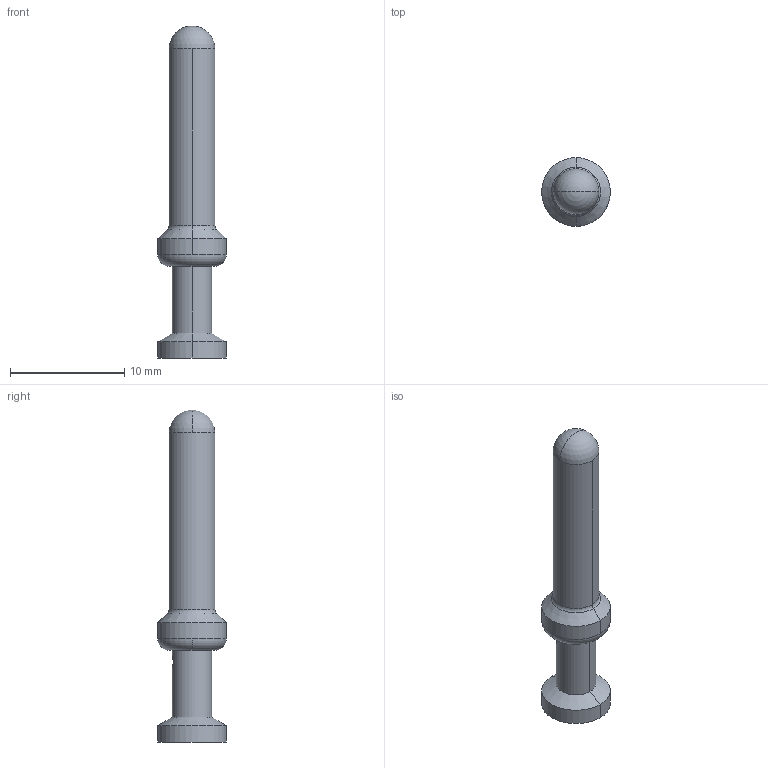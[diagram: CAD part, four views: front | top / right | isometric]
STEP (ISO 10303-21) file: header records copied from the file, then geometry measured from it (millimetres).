
FILE_DESCRIPTION(('Creo Elements/Direct Modeling STEP Export'),'2;1');
FILE_NAME('CXMA 2.5.stp','2012-07-25T 9:17:29',(''),(''),'Creo Elements/Direct Modeling STEP processor for AP214 (Solid Model)','Creo Elements/Direct Modeling 18.0B 02-Dec-2011 (C) Parametric Technology GmbH','');
FILE_SCHEMA(('AUTOMOTIVE_DESIGN { 1 0 10303 214 1 1 1 1 }'));
Length unit declared in the file: millimetre
Products named in the file (2): CXMA_2-5
Assembly tree (1 placements, depth 2):
  CXMA_2-5
    CXMA_2-5
Bounding box: 6 x 6 x 29 mm (x, y, z)
Volume: 355.7 mm3; surface area: 506 mm2
Topology: 1 solids, 1 shells, 28 faces, 72 edges, 42 vertices
Faces by surface type: cylinder 12, cone 8, torus 4, plane 2, sphere 2
Entity records: 1222 total; most frequent: CARTESIAN_POINT 563, ORIENTED_EDGE 136, DIRECTION 122, EDGE_CURVE 68, AXIS2_PLACEMENT_3D 51, VERTEX_POINT 42, EDGE_LOOP 30, FACE_OUTER_BOUND 28
